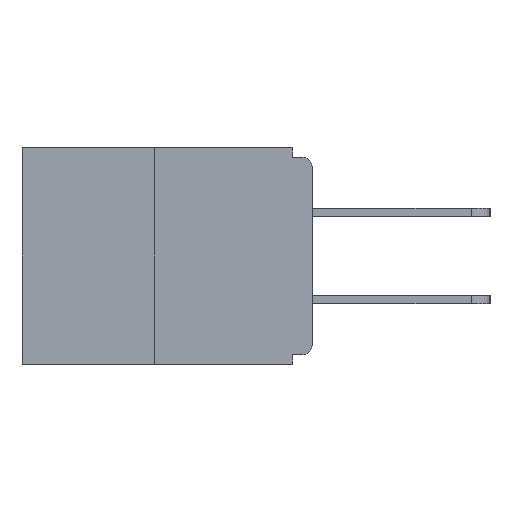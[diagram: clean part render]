
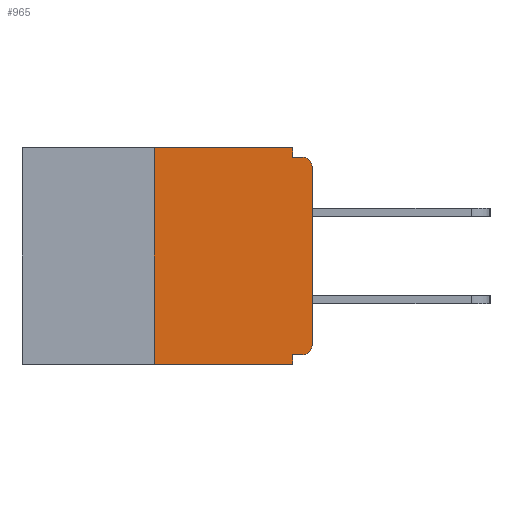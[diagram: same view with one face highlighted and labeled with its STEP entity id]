
A CAD part, left-side view. The second image highlights one B-rep face of the part: STEP entity #965.
In plain terms, the highlighted planar face has unit normal (-1, 0, 0).
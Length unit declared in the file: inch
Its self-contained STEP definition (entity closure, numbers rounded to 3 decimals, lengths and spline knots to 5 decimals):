
#58 = DIRECTION ( 'NONE',  ( 0., 1., 0. ) ) ;
#595 = ORIENTED_EDGE ( 'NONE', *, *, #8715, .F. ) ;
#865 = VECTOR ( 'NONE', #9736, 39.37008 ) ;
#895 = ORIENTED_EDGE ( 'NONE', *, *, #17775, .F. ) ;
#965 = ADVANCED_FACE ( 'NONE', ( #21319 ), #12808, .F. ) ;
#1364 = VERTEX_POINT ( 'NONE', #17862 ) ;
#1618 = CARTESIAN_POINT ( 'NONE',  ( 0., 0.031, -0.343 ) ) ;
#1734 = LINE ( 'NONE', #8503, #17821 ) ;
#2138 = VERTEX_POINT ( 'NONE', #3933 ) ;
#2230 = LINE ( 'NONE', #19294, #10001 ) ;
#2273 = ORIENTED_EDGE ( 'NONE', *, *, #19775, .T. ) ;
#2496 = CARTESIAN_POINT ( 'NONE',  ( 0., 0.46, 0. ) ) ;
#2747 = DIRECTION ( 'NONE',  ( 0., -1., 0. ) ) ;
#2813 = CARTESIAN_POINT ( 'NONE',  ( 0., 0., -0.313 ) ) ;
#2958 = CARTESIAN_POINT ( 'NONE',  ( 0., 0.46, 0. ) ) ;
#3132 = EDGE_CURVE ( 'NONE', #9583, #16905, #18154, .T. ) ;
#3531 = CARTESIAN_POINT ( 'NONE',  ( 0., 0., -0.03 ) ) ;
#3933 = CARTESIAN_POINT ( 'NONE',  ( 0., 0.031, -0.328 ) ) ;
#4797 = EDGE_CURVE ( 'NONE', #21508, #14296, #7505, .T. ) ;
#4882 = EDGE_CURVE ( 'NONE', #21152, #1364, #10732, .T. ) ;
#4952 = CARTESIAN_POINT ( 'NONE',  ( 0., 0.031, -0.015 ) ) ;
#5754 = AXIS2_PLACEMENT_3D ( 'NONE', #10514, #14154, #20477 ) ;
#5778 = LINE ( 'NONE', #7131, #21799 ) ;
#6011 = CARTESIAN_POINT ( 'NONE',  ( 0., 0.25, 0. ) ) ;
#6138 = DIRECTION ( 'NONE',  ( 1., 0., 0. ) ) ;
#6232 = VECTOR ( 'NONE', #11125, 39.37008 ) ;
#6280 = CARTESIAN_POINT ( 'NONE',  ( 0., 0., -0.015 ) ) ;
#6366 = EDGE_LOOP ( 'NONE', ( #11697, #895, #2273, #595, #10759, #17263, #6923, #20808, #16944, #19596 ) ) ;
#6391 = DIRECTION ( 'NONE',  ( 0., 0., -1. ) ) ;
#6923 = ORIENTED_EDGE ( 'NONE', *, *, #10072, .T. ) ;
#7131 = CARTESIAN_POINT ( 'NONE',  ( 0., 0.031, -0.343 ) ) ;
#7505 = CIRCLE ( 'NONE', #13183, 0.015 ) ;
#8176 = CARTESIAN_POINT ( 'NONE',  ( 0., 0.015, -0.313 ) ) ;
#8503 = CARTESIAN_POINT ( 'NONE',  ( 0., 0., -0.328 ) ) ;
#8715 = EDGE_CURVE ( 'NONE', #2138, #20737, #5778, .T. ) ;
#8792 = DIRECTION ( 'NONE',  ( 0., 0., 1. ) ) ;
#9168 = VERTEX_POINT ( 'NONE', #15378 ) ;
#9583 = VERTEX_POINT ( 'NONE', #13818 ) ;
#9664 = LINE ( 'NONE', #17753, #20464 ) ;
#9736 = DIRECTION ( 'NONE',  ( 0., -1., 0. ) ) ;
#10001 = VECTOR ( 'NONE', #8792, 39.37008 ) ;
#10072 = EDGE_CURVE ( 'NONE', #14296, #21152, #2230, .T. ) ;
#10514 = CARTESIAN_POINT ( 'NONE',  ( 0., 0.015, -0.03 ) ) ;
#10732 = CIRCLE ( 'NONE', #5754, 0.015 ) ;
#10759 = ORIENTED_EDGE ( 'NONE', *, *, #11193, .F. ) ;
#11125 = DIRECTION ( 'NONE',  ( 0., 0., 1. ) ) ;
#11193 = EDGE_CURVE ( 'NONE', #21508, #2138, #1734, .T. ) ;
#11697 = ORIENTED_EDGE ( 'NONE', *, *, #3132, .F. ) ;
#12733 = CARTESIAN_POINT ( 'NONE',  ( 0., 0.031, 0. ) ) ;
#12808 = PLANE ( 'NONE',  #20027 ) ;
#12981 = DIRECTION ( 'NONE',  ( 0., -1., 0. ) ) ;
#13183 = AXIS2_PLACEMENT_3D ( 'NONE', #8176, #21591, #6391 ) ;
#13219 = LINE ( 'NONE', #6011, #6232 ) ;
#13573 = VERTEX_POINT ( 'NONE', #4952 ) ;
#13818 = CARTESIAN_POINT ( 'NONE',  ( 0., 0.25, 0. ) ) ;
#13903 = DIRECTION ( 'NONE',  ( 0., 0., -1. ) ) ;
#14111 = VECTOR ( 'NONE', #12981, 39.37008 ) ;
#14154 = DIRECTION ( 'NONE',  ( -1., 0., 0. ) ) ;
#14296 = VERTEX_POINT ( 'NONE', #2813 ) ;
#14379 = LINE ( 'NONE', #6280, #20406 ) ;
#14414 = LINE ( 'NONE', #14612, #14111 ) ;
#14612 = CARTESIAN_POINT ( 'NONE',  ( 0., 0.46, -0.343 ) ) ;
#15129 = EDGE_CURVE ( 'NONE', #13573, #1364, #14379, .T. ) ;
#15378 = CARTESIAN_POINT ( 'NONE',  ( 0., 0.25, -0.343 ) ) ;
#16444 = DIRECTION ( 'NONE',  ( 0., 0., -1. ) ) ;
#16905 = VERTEX_POINT ( 'NONE', #12733 ) ;
#16944 = ORIENTED_EDGE ( 'NONE', *, *, #15129, .F. ) ;
#17035 = CARTESIAN_POINT ( 'NONE',  ( 0., 0.015, -0.328 ) ) ;
#17263 = ORIENTED_EDGE ( 'NONE', *, *, #4797, .T. ) ;
#17753 = CARTESIAN_POINT ( 'NONE',  ( 0., 0.031, 0. ) ) ;
#17775 = EDGE_CURVE ( 'NONE', #9168, #9583, #13219, .T. ) ;
#17821 = VECTOR ( 'NONE', #58, 39.37008 ) ;
#17862 = CARTESIAN_POINT ( 'NONE',  ( 0., 0.015, -0.015 ) ) ;
#18154 = LINE ( 'NONE', #2958, #865 ) ;
#19294 = CARTESIAN_POINT ( 'NONE',  ( 0., 0., 0. ) ) ;
#19394 = EDGE_CURVE ( 'NONE', #16905, #13573, #9664, .T. ) ;
#19596 = ORIENTED_EDGE ( 'NONE', *, *, #19394, .F. ) ;
#19775 = EDGE_CURVE ( 'NONE', #9168, #20737, #14414, .T. ) ;
#20027 = AXIS2_PLACEMENT_3D ( 'NONE', #2496, #6138, #16444 ) ;
#20406 = VECTOR ( 'NONE', #2747, 39.37008 ) ;
#20464 = VECTOR ( 'NONE', #20962, 39.37008 ) ;
#20477 = DIRECTION ( 'NONE',  ( 0., 0., -1. ) ) ;
#20737 = VERTEX_POINT ( 'NONE', #1618 ) ;
#20808 = ORIENTED_EDGE ( 'NONE', *, *, #4882, .T. ) ;
#20962 = DIRECTION ( 'NONE',  ( 0., 0., -1. ) ) ;
#21152 = VERTEX_POINT ( 'NONE', #3531 ) ;
#21319 = FACE_OUTER_BOUND ( 'NONE', #6366, .T. ) ;
#21508 = VERTEX_POINT ( 'NONE', #17035 ) ;
#21591 = DIRECTION ( 'NONE',  ( -1., 0., 0. ) ) ;
#21799 = VECTOR ( 'NONE', #13903, 39.37008 ) ;
